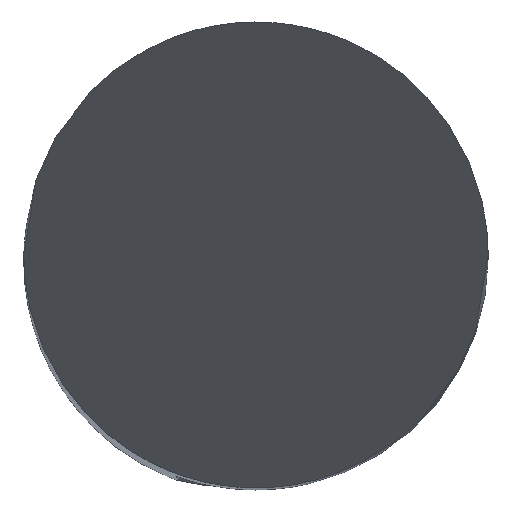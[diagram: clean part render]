
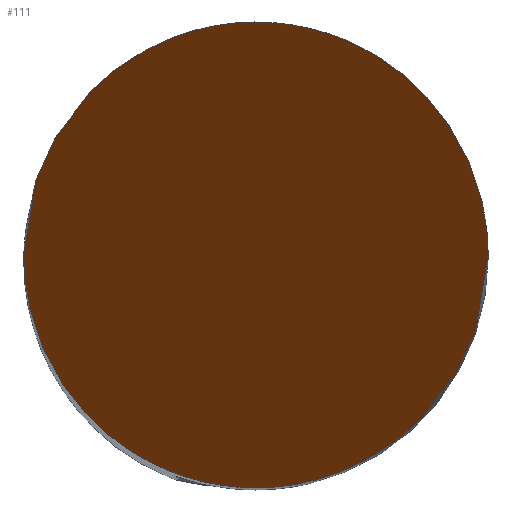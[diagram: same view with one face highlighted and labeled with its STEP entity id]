
A CAD part, top view. The second image highlights one B-rep face of the part: STEP entity #111.
In plain terms, the highlighted planar face has unit normal (0, -0.866, 0.5).
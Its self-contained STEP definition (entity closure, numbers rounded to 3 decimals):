
#47=PLANE('',#532);
#111=ADVANCED_FACE('',(#141),#47,.F.);
#141=FACE_OUTER_BOUND('',#167,.T.);
#167=EDGE_LOOP('',(#265,#266));
#265=ORIENTED_EDGE('',*,*,#408,.F.);
#266=ORIENTED_EDGE('',*,*,#395,.F.);
#350=VERTEX_POINT('',#750);
#351=VERTEX_POINT('',#755);
#395=EDGE_CURVE('',#350,#351,#472,.T.);
#408=EDGE_CURVE('',#351,#350,#476,.T.);
#472=(
BOUNDED_CURVE()
B_SPLINE_CURVE(3,(#751,#752,#753,#754),.UNSPECIFIED.,.F.,.F.)
B_SPLINE_CURVE_WITH_KNOTS((4,4),(0.,1.),.UNSPECIFIED.)
CURVE()
GEOMETRIC_REPRESENTATION_ITEM()
RATIONAL_B_SPLINE_CURVE((1.,0.333,0.333,1.))
REPRESENTATION_ITEM('')
);
#476=(
BOUNDED_CURVE()
B_SPLINE_CURVE(3,(#819,#820,#821,#822),.UNSPECIFIED.,.F.,.F.)
B_SPLINE_CURVE_WITH_KNOTS((4,4),(0.,1.),.UNSPECIFIED.)
CURVE()
GEOMETRIC_REPRESENTATION_ITEM()
RATIONAL_B_SPLINE_CURVE((1.,0.333,0.333,1.))
REPRESENTATION_ITEM('')
);
#532=AXIS2_PLACEMENT_3D('',#901,#606,#607);
#606=DIRECTION('',(0.,0.866,-0.5));
#607=DIRECTION('',(0.,0.5,0.866));
#750=CARTESIAN_POINT('',(-3.,0.,0.));
#751=CARTESIAN_POINT('',(-3.,0.,0.));
#752=CARTESIAN_POINT('',(-3.,6.,10.392));
#753=CARTESIAN_POINT('',(3.,6.,10.392));
#754=CARTESIAN_POINT('',(3.,0.,0.));
#755=CARTESIAN_POINT('',(3.,0.,0.));
#819=CARTESIAN_POINT('',(3.,0.,0.));
#820=CARTESIAN_POINT('',(3.,-6.,-10.392));
#821=CARTESIAN_POINT('',(-3.,-6.,-10.392));
#822=CARTESIAN_POINT('',(-3.,0.,0.));
#901=CARTESIAN_POINT('',(-3.,3.,5.196));
